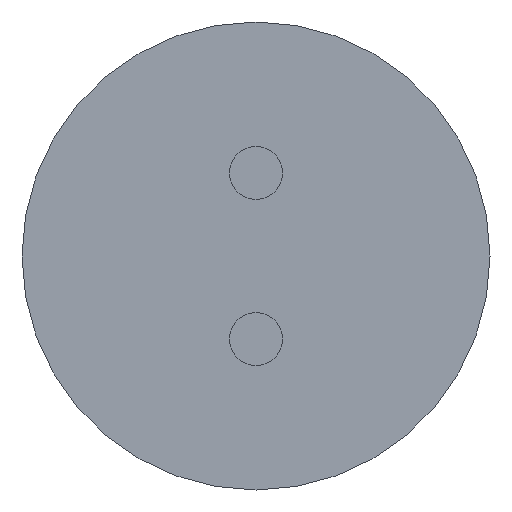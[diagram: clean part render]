
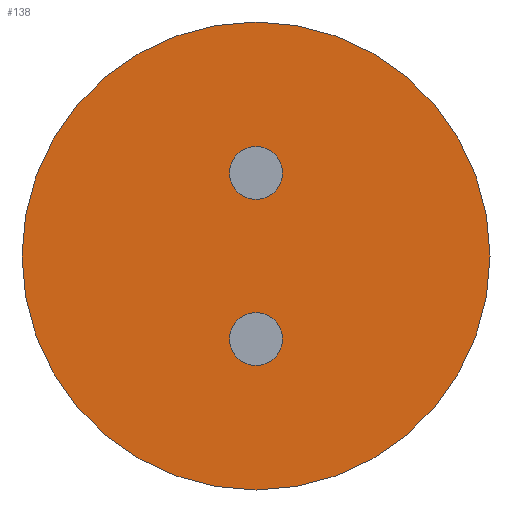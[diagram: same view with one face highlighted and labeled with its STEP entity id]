
A CAD part, front view. The second image highlights one B-rep face of the part: STEP entity #138.
In plain terms, the highlighted planar face has unit normal (0, -1, 0).
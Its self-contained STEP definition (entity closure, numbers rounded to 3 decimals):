
#8 = ORIENTED_EDGE ( 'NONE', *, *, #53, .T. ) ;
#24 = EDGE_CURVE ( 'NONE', #274, #277, #218, .T. ) ;
#51 = CARTESIAN_POINT ( 'NONE',  ( 0., 0., 0. ) ) ;
#53 = EDGE_CURVE ( 'NONE', #277, #274, #299, .T. ) ;
#72 = EDGE_LOOP ( 'NONE', ( #361, #8 ) ) ;
#113 = DIRECTION ( 'NONE',  ( 0., 0., -1. ) ) ;
#138 = ADVANCED_FACE ( 'NONE', ( #380 ), #389, .T. ) ;
#168 = DIRECTION ( 'NONE',  ( 0., -1., 0. ) ) ;
#198 = DIRECTION ( 'NONE',  ( 0., 0., -1. ) ) ;
#218 = CIRCLE ( 'NONE', #259, 1.55 ) ;
#223 = CARTESIAN_POINT ( 'NONE',  ( 0., 0., 0. ) ) ;
#228 = AXIS2_PLACEMENT_3D ( 'NONE', #223, #253, #198 ) ;
#253 = DIRECTION ( 'NONE',  ( 0., -1., 0. ) ) ;
#259 = AXIS2_PLACEMENT_3D ( 'NONE', #388, #168, #113 ) ;
#274 = VERTEX_POINT ( 'NONE', #367 ) ;
#277 = VERTEX_POINT ( 'NONE', #396 ) ;
#299 = CIRCLE ( 'NONE', #324, 1.55 ) ;
#324 = AXIS2_PLACEMENT_3D ( 'NONE', #51, #327, #325 ) ;
#325 = DIRECTION ( 'NONE',  ( 0., 0., -1. ) ) ;
#327 = DIRECTION ( 'NONE',  ( 0., -1., 0. ) ) ;
#361 = ORIENTED_EDGE ( 'NONE', *, *, #24, .T. ) ;
#367 = CARTESIAN_POINT ( 'NONE',  ( 0., 0., -1.55 ) ) ;
#380 = FACE_OUTER_BOUND ( 'NONE', #72, .T. ) ;
#388 = CARTESIAN_POINT ( 'NONE',  ( 0., 0., 0. ) ) ;
#389 = PLANE ( 'NONE',  #228 ) ;
#396 = CARTESIAN_POINT ( 'NONE',  ( 0., 0., 1.55 ) ) ;
